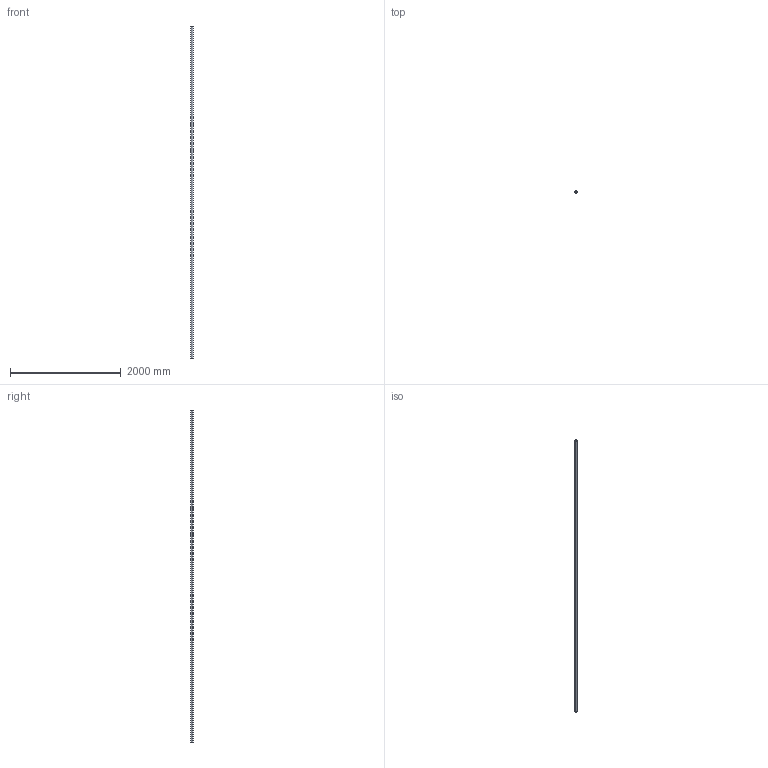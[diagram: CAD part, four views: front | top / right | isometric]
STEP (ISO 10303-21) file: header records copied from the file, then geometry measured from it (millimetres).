
FILE_DESCRIPTION (( 'STEP AP203' ), '1' );
FILE_NAME ('55140-240.step', '2015-09-17T15:34:37', ( '' ), ( '' ), 'SwSTEP 2.0', 'SolidWorks 2015', '' );
FILE_SCHEMA (( 'CONFIG_CONTROL_DESIGN' ));
Length unit declared in the file: millimetre
Products named in the file (1): 55140-240
Bounding box: 42.4 x 42.4 x 6000 mm (x, y, z)
Volume: 1950551.6 mm3; surface area: 1501093.8 mm2
Topology: 1 solids, 1 shells, 226 faces, 600 edges, 400 vertices
Faces by surface type: plane 134, bspline 88, cylinder 4
Entity records: 12009 total; most frequent: CARTESIAN_POINT 6899, ORIENTED_EDGE 1200, DIRECTION 710, EDGE_CURVE 600, VECTOR 416, LINE 416, VERTEX_POINT 400, EDGE_LOOP 252
